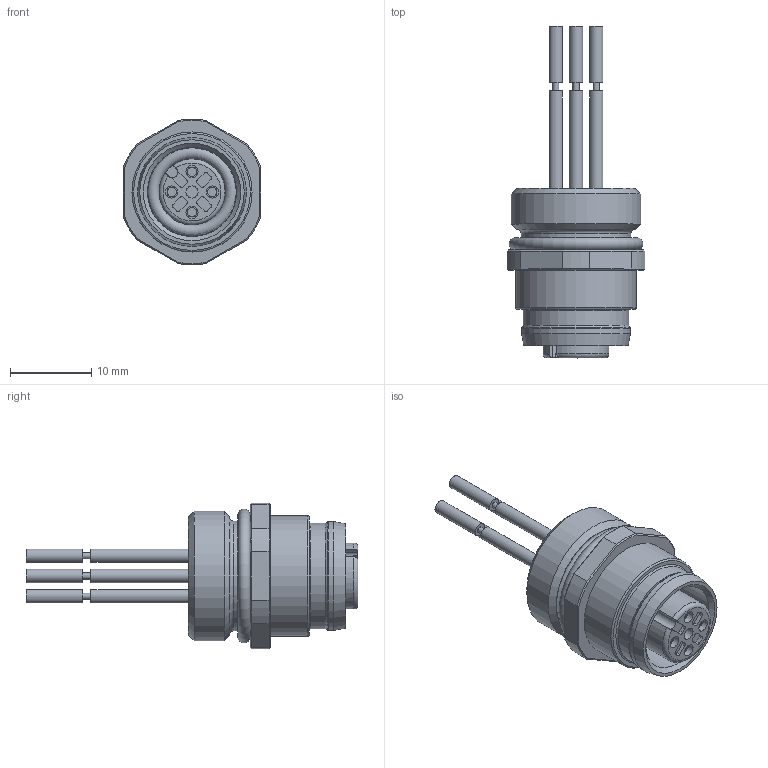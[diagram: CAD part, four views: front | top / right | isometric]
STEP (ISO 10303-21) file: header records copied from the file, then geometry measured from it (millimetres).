
FILE_DESCRIPTION(/* description */ (''),/* implementation_level */ '2;1');
FILE_NAME(/* name */ 'HT-FK4-m_16.stp',/* time_stamp */ '2016-02-10T08:23:56+01:00',/* author */ (''),/* organization */ (''),/* preprocessor_version */ 'ST-DEVELOPER v16',/* originating_system */ 'SIEMENS PLM Software NX 10.0',/* authorisation */ '');
FILE_SCHEMA (('AUTOMOTIVE_DESIGN { 1 0 10303 214 3 1 1 1 }'));
Length unit declared in the file: millimetre
Products named in the file (1): EC-FK4_16
Bounding box: 17 x 40.9 x 17.96 mm (x, y, z)
Volume: 3423.2 mm3; surface area: 2471.1 mm2
Topology: 1 solids, 1 shells, 142 faces, 308 edges, 197 vertices
Faces by surface type: plane 61, cylinder 56, cone 18, torus 7
Full cylindrical faces by diameter (mm): 0.758 x4, 1.15 x4, 1.5 x5, 1.65 x8, 10.985 x1, 13 x1, 13.4 x1, 13.5 x1, 14.8 x1, 16 x1
Entity records: 3638 total; most frequent: CARTESIAN_POINT 669, DIRECTION 656, ORIENTED_EDGE 512, AXIS2_PLACEMENT_3D 279, EDGE_CURVE 256, EDGE_LOOP 210, VERTEX_POINT 184, ADVANCED_FACE 142
